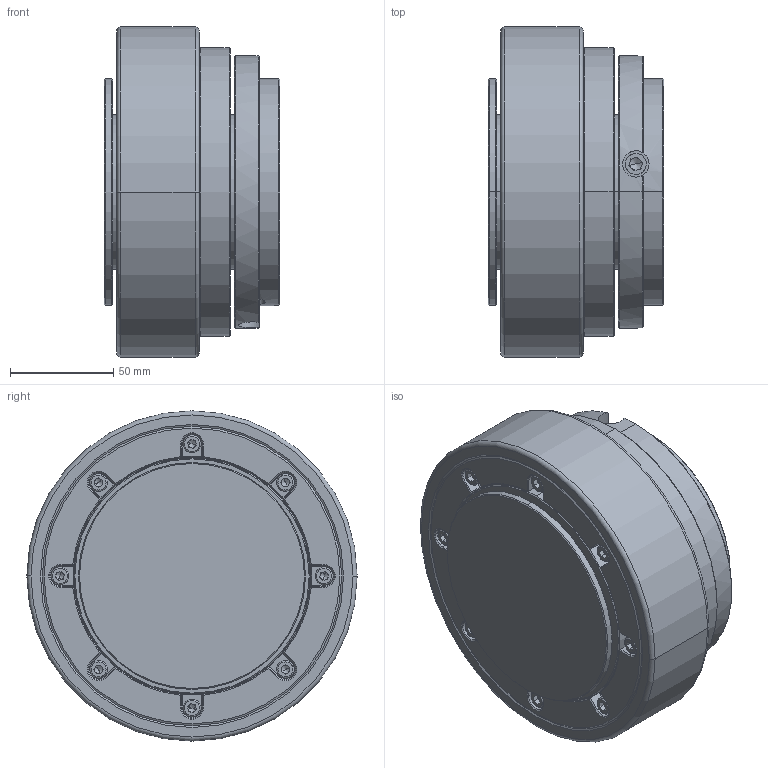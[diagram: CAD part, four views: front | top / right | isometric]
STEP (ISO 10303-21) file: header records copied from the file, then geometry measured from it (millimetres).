
FILE_DESCRIPTION (( 'STEP AP203' ), '1' );
FILE_NAME ('AEQ-115N-032-10-19-1-H40-W160.STEP', '2024-02-19T08:13:17', ( '' ), ( '' ), 'SwSTEP 2.0', 'SolidWorks 2023', '' );
FILE_SCHEMA (( 'CONFIG_CONTROL_DESIGN' ));
Length unit declared in the file: millimetre
Products named in the file (8): hexagon socket head cap screws gb_GB_FASTENER_SCREWS_HSHCS M6X16-N; AEQ-115N-L2-19-1（19-70-90-M5）; AEQ-115-H40-W160; hex socket set screws with flat point gb_GB_FASTENER_SCREWS_HSFP M12X10-N; hexagon socket head cap screws gb_GB_FASTENER_SCREWS_HSHCS M5X45-S; AEQ-115N-032-10-19-1-H40-W160; single coil lock washers light type gb_GB_FASTENER_WASHER_SSWL 5; 090-19轴锁紧套JA224-030111-19-J2
Assembly tree (22 placements, depth 2):
  AEQ-115N-032-10-19-1-H40-W160
    AEQ-115N-L2-19-1（19-70-90-M5）
    090-19轴锁紧套JA224-030111-19-J2
    hexagon socket head cap screws gb_GB_FASTENER_SCREWS_HSHCS M6X16-N
    hex socket set screws with flat point gb_GB_FASTENER_SCREWS_HSFP M12X10-N  x2
    AEQ-115-H40-W160
    hexagon socket head cap screws gb_GB_FASTENER_SCREWS_HSHCS M5X45-S  x8
    single coil lock washers light type gb_GB_FASTENER_WASHER_SSWL 5  x8
Bounding box: 85 x 160 x 160 mm (x, y, z)
Volume: 1295819.6 mm3; surface area: 176607.7 mm2
Topology: 22 solids, 22 shells, 2725 faces, 5722 edges, 3040 vertices
Faces by surface type: cone 1533, cylinder 855, plane 303, torus 22, bspline 12
Entity records: 21307 total; most frequent: CARTESIAN_POINT 4030, DIRECTION 3609, ORIENTED_EDGE 3172, EDGE_CURVE 1586, AXIS2_PLACEMENT_3D 1421, VERTEX_POINT 918, EDGE_LOOP 776, LINE 767
